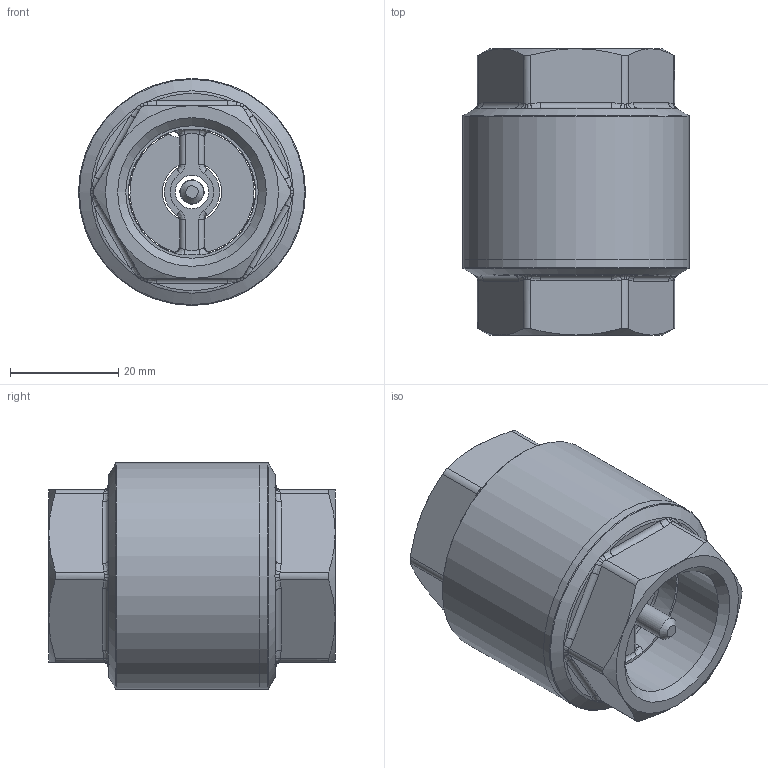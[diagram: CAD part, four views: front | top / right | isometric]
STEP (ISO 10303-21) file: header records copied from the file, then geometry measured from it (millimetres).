
FILE_DESCRIPTION(/* description */ (''),/* implementation_level */ '2;1');
FILE_NAME(/* name */ 'ruck_34.stp',/* time_stamp */ '2017-06-27T12:33:05+02:00',/* author */ ('leitheußer'),/* organization */ (''),/* preprocessor_version */ 'ST-DEVELOPER v15.6',/* originating_system */ 'Autodesk Inventor LT ',/* authorisation */ '');
FILE_SCHEMA (('AUTOMOTIVE_DESIGN { 1 0 10303 214 3 1 1 }'));
Length unit declared in the file: millimetre
Products named in the file (1): 1030034
Bounding box: 42 x 52.99 x 42 mm (x, y, z)
Surface area: 14068 mm2 (no closed solid volume)
Topology: 0 solids, 7 shells, 194 faces, 500 edges, 309 vertices
Faces by surface type: bspline 76, cylinder 41, plane 33, cone 21, torus 19, sphere 4
Full cylindrical faces by diameter (mm): 4.3 x1, 24 x1, 24.5 x2, 36.8 x1, 42 x2
Entity records: 7109 total; most frequent: CARTESIAN_POINT 3023, ORIENTED_EDGE 888, DIRECTION 766, EDGE_CURVE 476, AXIS2_PLACEMENT_3D 351, VERTEX_POINT 302, EDGE_LOOP 218, CIRCLE 212
